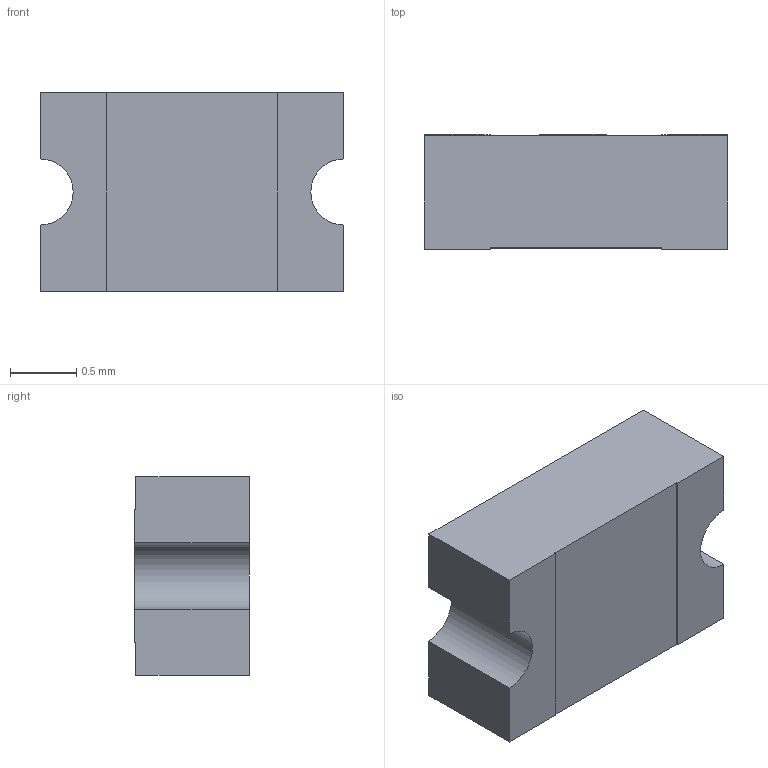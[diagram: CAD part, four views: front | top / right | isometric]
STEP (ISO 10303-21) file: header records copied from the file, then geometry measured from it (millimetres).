
FILE_DESCRIPTION (( 'STEP AP214' ), '1' );
FILE_NAME ('63F27EE2-9056-447C-9B53-834761B51EE9.STEP', '2023-04-04T21:47:55', ( '' ), ( '' ), 'SwSTEP 2.0', 'SolidWorks 2022', '' );
FILE_SCHEMA (( 'AUTOMOTIVE_DESIGN' ));
Length unit declared in the file: millimetre
Products named in the file (1): 63F27EE2-9056-447C-9B53-834761B51EE9
Bounding box: 2.3 x 0.87 x 1.5 mm (x, y, z)
Volume: 2.8 mm3; surface area: 13.6 mm2
Topology: 1 solids, 1 shells, 29 faces, 78 edges, 52 vertices
Faces by surface type: plane 25, cylinder 4
Entity records: 1253 total; most frequent: CARTESIAN_POINT 160, ORIENTED_EDGE 156, DIRECTION 146, EDGE_CURVE 78, LINE 70, VECTOR 70, VERTEX_POINT 52, AXIS2_PLACEMENT_3D 38
